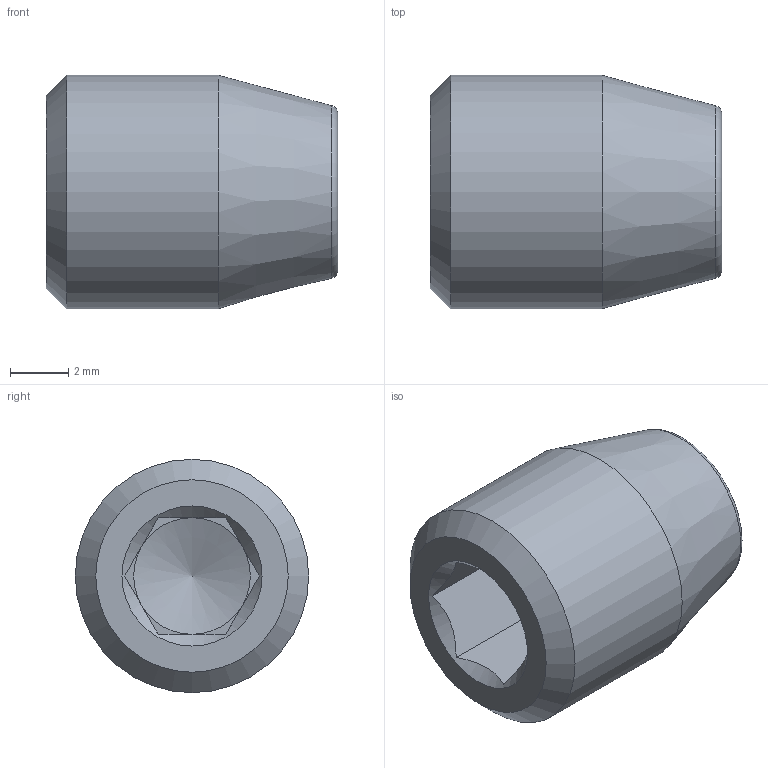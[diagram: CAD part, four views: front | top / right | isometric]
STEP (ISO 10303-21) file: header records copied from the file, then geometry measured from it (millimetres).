
FILE_DESCRIPTION (( 'STEP AP214' ), '1' );
FILE_NAME ('WH3.ER1.001.010.STEP', '2020-07-15T10:02:31', ( '' ), ( '' ), 'SwSTEP 2.0', 'SolidWorks 2017', '' );
FILE_SCHEMA (( 'AUTOMOTIVE_DESIGN' ));
Length unit declared in the file: millimetre
Products named in the file (1): WH3.ER1.001.010
Bounding box: 10 x 8 x 8 mm (x, y, z)
Volume: 359.6 mm3; surface area: 385.1 mm2
Topology: 1 solids, 1 shells, 21 faces, 46 edges, 27 vertices
Faces by surface type: plane 14, cone 4, cylinder 2, torus 1
Full cylindrical faces by diameter (mm): 4 x1, 8 x1
Entity records: 607 total; most frequent: CARTESIAN_POINT 146, DIRECTION 88, ORIENTED_EDGE 74, EDGE_CURVE 37, AXIS2_PLACEMENT_3D 35, EDGE_LOOP 28, VERTEX_POINT 25, FACE_OUTER_BOUND 24
